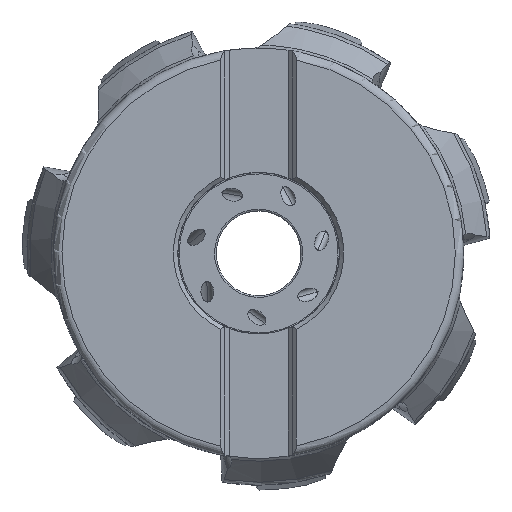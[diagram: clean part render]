
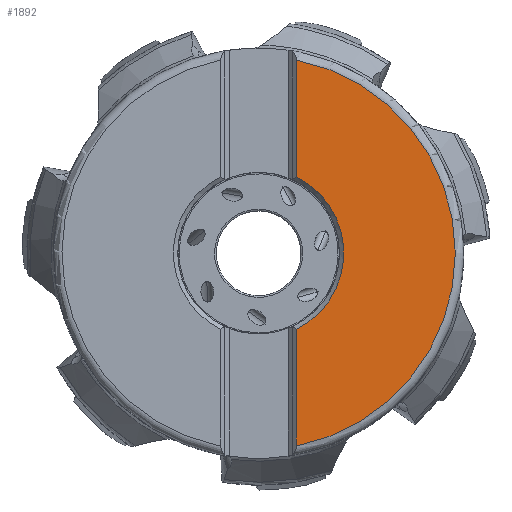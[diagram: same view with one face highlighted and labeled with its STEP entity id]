
A CAD part, top view. The second image highlights one B-rep face of the part: STEP entity #1892.
In plain terms, the highlighted planar face has unit normal (0, 0, 1).
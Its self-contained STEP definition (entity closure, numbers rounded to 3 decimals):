
#228=PLANE('',#14727);
#405=LINE('',#21631,#872);
#406=LINE('',#21647,#873);
#872=VECTOR('',#16452,1.);
#873=VECTOR('',#16461,1.);
#1892=ADVANCED_FACE('',(#2881),#228,.T.);
#2881=FACE_OUTER_BOUND('',#3676,.T.);
#3676=EDGE_LOOP('',(#6031,#6032,#6033,#6034));
#6031=ORIENTED_EDGE('',*,*,#11886,.F.);
#6032=ORIENTED_EDGE('',*,*,#11890,.F.);
#6033=ORIENTED_EDGE('',*,*,#11891,.F.);
#6034=ORIENTED_EDGE('',*,*,#11889,.F.);
#10365=VERTEX_POINT('',#21630);
#10366=VERTEX_POINT('',#21632);
#10367=VERTEX_POINT('',#21642);
#10368=VERTEX_POINT('',#21646);
#11886=EDGE_CURVE('',#10365,#10366,#405,.T.);
#11889=EDGE_CURVE('',#10366,#10367,#13877,.T.);
#11890=EDGE_CURVE('',#10368,#10365,#13878,.T.);
#11891=EDGE_CURVE('',#10367,#10368,#406,.T.);
#13877=CIRCLE('',#14724,20.085);
#13878=CIRCLE('',#14726,46.385);
#14724=AXIS2_PLACEMENT_3D('',#21643,#16455,#16456);
#14726=AXIS2_PLACEMENT_3D('',#21645,#16459,#16460);
#14727=AXIS2_PLACEMENT_3D('',#21648,#16462,#16463);
#16452=DIRECTION('',(0.,1.,0.));
#16455=DIRECTION('',(0.,0.,1.));
#16456=DIRECTION('',(0.445,-0.896,0.));
#16459=DIRECTION('',(0.,0.,-1.));
#16460=DIRECTION('',(0.193,0.981,0.));
#16461=DIRECTION('',(0.,1.,0.));
#16462=DIRECTION('',(0.,0.,1.));
#16463=DIRECTION('',(-0.208,-0.978,0.));
#21630=CARTESIAN_POINT('',(8.938,-45.516,0.));
#21631=CARTESIAN_POINT('',(8.938,-45.516,0.));
#21632=CARTESIAN_POINT('',(8.938,-17.987,0.));
#21642=CARTESIAN_POINT('',(8.937,17.987,0.));
#21643=CARTESIAN_POINT('',(0.,0.,0.));
#21645=CARTESIAN_POINT('',(0.,0.,0.));
#21646=CARTESIAN_POINT('',(8.937,45.516,0.));
#21647=CARTESIAN_POINT('',(8.937,17.987,0.));
#21648=CARTESIAN_POINT('',(22.721,-2.926,0.));
